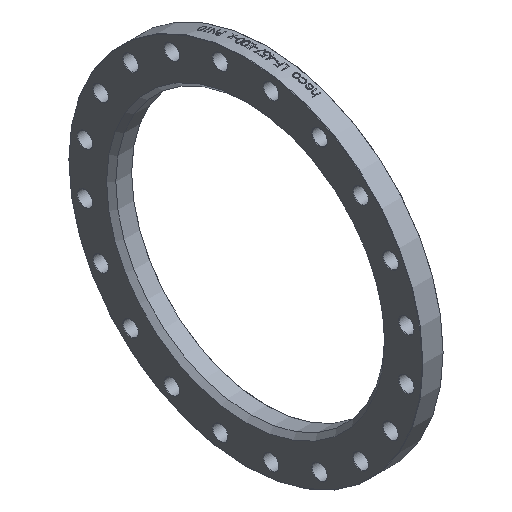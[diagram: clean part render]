
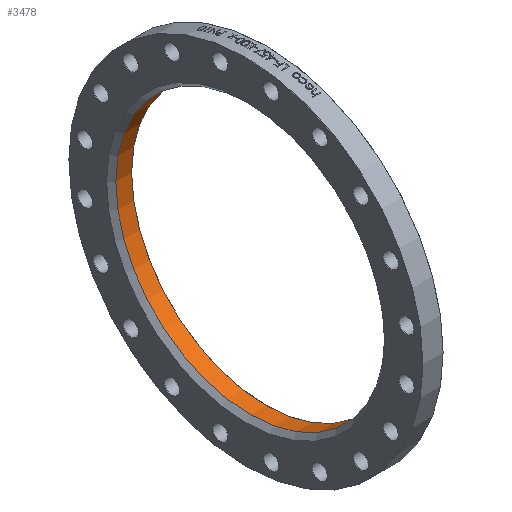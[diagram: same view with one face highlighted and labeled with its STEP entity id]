
A CAD part, isometric view. The second image highlights one B-rep face of the part: STEP entity #3478.
In plain terms, the highlighted cylindrical face has radius 233.5 mm (diameter 467 mm), a full revolution.
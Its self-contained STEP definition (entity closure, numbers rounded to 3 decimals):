
#334 = CIRCLE ( 'NONE', #2037, 233.5 ) ;
#419 = DIRECTION ( 'NONE',  ( -1., 0., 0. ) ) ;
#994 = DIRECTION ( 'NONE',  ( 0., 0., 1. ) ) ;
#1236 = AXIS2_PLACEMENT_3D ( 'NONE', #4211, #419, #7950 ) ;
#1286 = EDGE_CURVE ( 'NONE', #3974, #3974, #334, .T. ) ;
#1908 = EDGE_LOOP ( 'NONE', ( #3102 ) ) ;
#2037 = AXIS2_PLACEMENT_3D ( 'NONE', #7771, #2197, #2801 ) ;
#2129 = CARTESIAN_POINT ( 'NONE',  ( 0., 0., 0. ) ) ;
#2166 = CYLINDRICAL_SURFACE ( 'NONE', #2405, 233.5 ) ;
#2197 = DIRECTION ( 'NONE',  ( 1., 0., 0. ) ) ;
#2405 = AXIS2_PLACEMENT_3D ( 'NONE', #2129, #5263, #994 ) ;
#2801 = DIRECTION ( 'NONE',  ( 0., 0., 1. ) ) ;
#2935 = CARTESIAN_POINT ( 'NONE',  ( 8., 0., -233.5 ) ) ;
#3102 = ORIENTED_EDGE ( 'NONE', *, *, #4221, .T. ) ;
#3277 = CARTESIAN_POINT ( 'NONE',  ( 35.5, 0., 233.5 ) ) ;
#3478 = ADVANCED_FACE ( 'NONE', ( #5918, #5227 ), #2166, .F. ) ;
#3974 = VERTEX_POINT ( 'NONE', #3277 ) ;
#4211 = CARTESIAN_POINT ( 'NONE',  ( 8., 0., 0. ) ) ;
#4221 = EDGE_CURVE ( 'NONE', #5386, #5386, #5515, .T. ) ;
#5227 = FACE_OUTER_BOUND ( 'NONE', #6780, .T. ) ;
#5263 = DIRECTION ( 'NONE',  ( -1., 0., 0. ) ) ;
#5386 = VERTEX_POINT ( 'NONE', #2935 ) ;
#5515 = CIRCLE ( 'NONE', #1236, 233.5 ) ;
#5918 = FACE_OUTER_BOUND ( 'NONE', #1908, .T. ) ;
#6756 = ORIENTED_EDGE ( 'NONE', *, *, #1286, .T. ) ;
#6780 = EDGE_LOOP ( 'NONE', ( #6756 ) ) ;
#7771 = CARTESIAN_POINT ( 'NONE',  ( 35.5, 0., 0. ) ) ;
#7950 = DIRECTION ( 'NONE',  ( 0., 0., -1. ) ) ;
